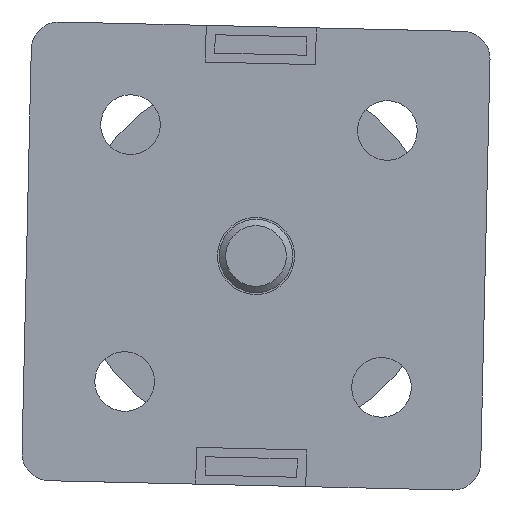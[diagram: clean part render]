
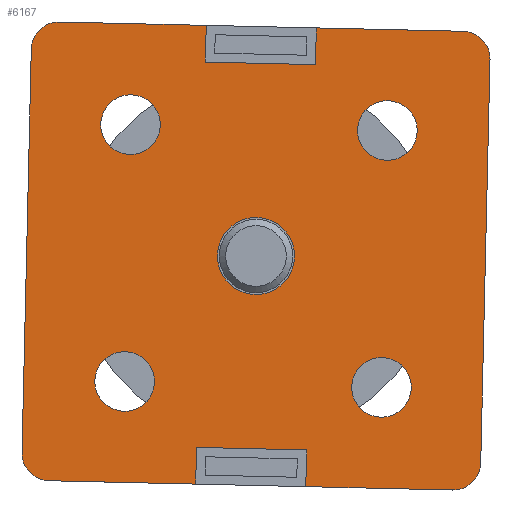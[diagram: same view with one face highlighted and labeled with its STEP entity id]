
A CAD part, front view. The second image highlights one B-rep face of the part: STEP entity #6167.
In plain terms, the highlighted face is planar.
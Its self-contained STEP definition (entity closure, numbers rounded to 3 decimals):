
#367=FACE_BOUND('',#1046,.T.);
#368=FACE_BOUND('',#1047,.T.);
#369=FACE_BOUND('',#1048,.T.);
#370=FACE_BOUND('',#1049,.T.);
#371=FACE_BOUND('',#1050,.T.);
#396=PLANE('',#6664);
#691=FACE_OUTER_BOUND('',#1045,.T.);
#1045=EDGE_LOOP('',(#4393,#4394,#4395,#4396,#4397,#4398,#4399,#4400,#4401,
#4402,#4403,#4404,#4405,#4406,#4407,#4408));
#1046=EDGE_LOOP('',(#4409,#4410));
#1047=EDGE_LOOP('',(#4411,#4412));
#1048=EDGE_LOOP('',(#4413,#4414));
#1049=EDGE_LOOP('',(#4415,#4416));
#1050=EDGE_LOOP('',(#4417,#4418));
#1449=LINE('',#9267,#1910);
#1450=LINE('',#9269,#1911);
#1451=LINE('',#9271,#1912);
#1452=LINE('',#9273,#1913);
#1453=LINE('',#9275,#1914);
#1454=LINE('',#9279,#1915);
#1455=LINE('',#9283,#1916);
#1456=LINE('',#9285,#1917);
#1457=LINE('',#9287,#1918);
#1458=LINE('',#9289,#1919);
#1459=LINE('',#9291,#1920);
#1460=LINE('',#9295,#1921);
#1910=VECTOR('',#7424,1000.);
#1911=VECTOR('',#7425,1000.);
#1912=VECTOR('',#7426,1000.);
#1913=VECTOR('',#7427,1000.);
#1914=VECTOR('',#7428,1000.);
#1915=VECTOR('',#7431,1000.);
#1916=VECTOR('',#7434,1000.);
#1917=VECTOR('',#7435,1000.);
#1918=VECTOR('',#7436,1000.);
#1919=VECTOR('',#7437,1000.);
#1920=VECTOR('',#7438,1000.);
#1921=VECTOR('',#7441,1000.);
#2333=CIRCLE('',#6616,3.25);
#2334=CIRCLE('',#6617,3.25);
#2335=CIRCLE('',#6619,3.25);
#2336=CIRCLE('',#6620,3.25);
#2337=CIRCLE('',#6622,3.25);
#2338=CIRCLE('',#6623,3.25);
#2339=CIRCLE('',#6625,3.25);
#2340=CIRCLE('',#6626,3.25);
#2342=CIRCLE('',#6629,4.2);
#2343=CIRCLE('',#6630,4.2);
#2366=CIRCLE('',#6665,3.);
#2367=CIRCLE('',#6666,3.);
#2368=CIRCLE('',#6667,3.);
#2369=CIRCLE('',#6668,3.);
#2607=VERTEX_POINT('',#9069);
#2608=VERTEX_POINT('',#9071);
#2609=VERTEX_POINT('',#9075);
#2610=VERTEX_POINT('',#9077);
#2611=VERTEX_POINT('',#9081);
#2612=VERTEX_POINT('',#9083);
#2613=VERTEX_POINT('',#9087);
#2614=VERTEX_POINT('',#9089);
#2617=VERTEX_POINT('',#9096);
#2618=VERTEX_POINT('',#9098);
#2667=VERTEX_POINT('',#9265);
#2668=VERTEX_POINT('',#9266);
#2669=VERTEX_POINT('',#9268);
#2670=VERTEX_POINT('',#9270);
#2671=VERTEX_POINT('',#9272);
#2672=VERTEX_POINT('',#9274);
#2673=VERTEX_POINT('',#9276);
#2674=VERTEX_POINT('',#9278);
#2675=VERTEX_POINT('',#9280);
#2676=VERTEX_POINT('',#9282);
#2677=VERTEX_POINT('',#9284);
#2678=VERTEX_POINT('',#9286);
#2679=VERTEX_POINT('',#9288);
#2680=VERTEX_POINT('',#9290);
#2681=VERTEX_POINT('',#9292);
#2682=VERTEX_POINT('',#9294);
#3265=EDGE_CURVE('',#2607,#2608,#2333,.T.);
#3266=EDGE_CURVE('',#2608,#2607,#2334,.T.);
#3268=EDGE_CURVE('',#2609,#2610,#2335,.T.);
#3269=EDGE_CURVE('',#2610,#2609,#2336,.T.);
#3271=EDGE_CURVE('',#2611,#2612,#2337,.T.);
#3272=EDGE_CURVE('',#2612,#2611,#2338,.T.);
#3274=EDGE_CURVE('',#2613,#2614,#2339,.T.);
#3275=EDGE_CURVE('',#2614,#2613,#2340,.T.);
#3278=EDGE_CURVE('',#2618,#2617,#2342,.T.);
#3279=EDGE_CURVE('',#2617,#2618,#2343,.T.);
#3344=EDGE_CURVE('',#2667,#2668,#1449,.T.);
#3345=EDGE_CURVE('',#2667,#2669,#1450,.T.);
#3346=EDGE_CURVE('',#2669,#2670,#1451,.T.);
#3347=EDGE_CURVE('',#2670,#2671,#1452,.T.);
#3348=EDGE_CURVE('',#2672,#2671,#1453,.T.);
#3349=EDGE_CURVE('',#2672,#2673,#2366,.T.);
#3350=EDGE_CURVE('',#2674,#2673,#1454,.T.);
#3351=EDGE_CURVE('',#2674,#2675,#2367,.T.);
#3352=EDGE_CURVE('',#2676,#2675,#1455,.T.);
#3353=EDGE_CURVE('',#2677,#2676,#1456,.T.);
#3354=EDGE_CURVE('',#2678,#2677,#1457,.T.);
#3355=EDGE_CURVE('',#2679,#2678,#1458,.T.);
#3356=EDGE_CURVE('',#2680,#2679,#1459,.T.);
#3357=EDGE_CURVE('',#2680,#2681,#2368,.T.);
#3358=EDGE_CURVE('',#2682,#2681,#1460,.T.);
#3359=EDGE_CURVE('',#2682,#2668,#2369,.T.);
#4393=ORIENTED_EDGE('',*,*,#3344,.F.);
#4394=ORIENTED_EDGE('',*,*,#3345,.T.);
#4395=ORIENTED_EDGE('',*,*,#3346,.T.);
#4396=ORIENTED_EDGE('',*,*,#3347,.T.);
#4397=ORIENTED_EDGE('',*,*,#3348,.F.);
#4398=ORIENTED_EDGE('',*,*,#3349,.T.);
#4399=ORIENTED_EDGE('',*,*,#3350,.F.);
#4400=ORIENTED_EDGE('',*,*,#3351,.T.);
#4401=ORIENTED_EDGE('',*,*,#3352,.F.);
#4402=ORIENTED_EDGE('',*,*,#3353,.F.);
#4403=ORIENTED_EDGE('',*,*,#3354,.F.);
#4404=ORIENTED_EDGE('',*,*,#3355,.F.);
#4405=ORIENTED_EDGE('',*,*,#3356,.F.);
#4406=ORIENTED_EDGE('',*,*,#3357,.T.);
#4407=ORIENTED_EDGE('',*,*,#3358,.F.);
#4408=ORIENTED_EDGE('',*,*,#3359,.T.);
#4409=ORIENTED_EDGE('',*,*,#3278,.T.);
#4410=ORIENTED_EDGE('',*,*,#3279,.T.);
#4411=ORIENTED_EDGE('',*,*,#3275,.F.);
#4412=ORIENTED_EDGE('',*,*,#3274,.F.);
#4413=ORIENTED_EDGE('',*,*,#3272,.F.);
#4414=ORIENTED_EDGE('',*,*,#3271,.F.);
#4415=ORIENTED_EDGE('',*,*,#3269,.F.);
#4416=ORIENTED_EDGE('',*,*,#3268,.F.);
#4417=ORIENTED_EDGE('',*,*,#3266,.F.);
#4418=ORIENTED_EDGE('',*,*,#3265,.F.);
#6167=ADVANCED_FACE('',(#691,#367,#368,#369,#370,#371),#396,.T.);
#6616=AXIS2_PLACEMENT_3D('',#9072,#7294,#7295);
#6617=AXIS2_PLACEMENT_3D('',#9073,#7296,#7297);
#6619=AXIS2_PLACEMENT_3D('',#9078,#7301,#7302);
#6620=AXIS2_PLACEMENT_3D('',#9079,#7303,#7304);
#6622=AXIS2_PLACEMENT_3D('',#9084,#7308,#7309);
#6623=AXIS2_PLACEMENT_3D('',#9085,#7310,#7311);
#6625=AXIS2_PLACEMENT_3D('',#9090,#7315,#7316);
#6626=AXIS2_PLACEMENT_3D('',#9091,#7317,#7318);
#6629=AXIS2_PLACEMENT_3D('',#9099,#7324,#7325);
#6630=AXIS2_PLACEMENT_3D('',#9100,#7326,#7327);
#6664=AXIS2_PLACEMENT_3D('',#9264,#7422,#7423);
#6665=AXIS2_PLACEMENT_3D('',#9277,#7429,#7430);
#6666=AXIS2_PLACEMENT_3D('',#9281,#7432,#7433);
#6667=AXIS2_PLACEMENT_3D('',#9293,#7439,#7440);
#6668=AXIS2_PLACEMENT_3D('',#9296,#7442,#7443);
#7294=DIRECTION('center_axis',(0.,0.,-1.));
#7295=DIRECTION('ref_axis',(-1.,0.,0.));
#7296=DIRECTION('center_axis',(0.,0.,-1.));
#7297=DIRECTION('ref_axis',(-1.,0.,0.));
#7301=DIRECTION('center_axis',(0.,0.,-1.));
#7302=DIRECTION('ref_axis',(-1.,0.,0.));
#7303=DIRECTION('center_axis',(0.,0.,-1.));
#7304=DIRECTION('ref_axis',(-1.,0.,0.));
#7308=DIRECTION('center_axis',(0.,0.,-1.));
#7309=DIRECTION('ref_axis',(-1.,0.,0.));
#7310=DIRECTION('center_axis',(0.,0.,-1.));
#7311=DIRECTION('ref_axis',(-1.,0.,0.));
#7315=DIRECTION('center_axis',(0.,0.,-1.));
#7316=DIRECTION('ref_axis',(-1.,0.,0.));
#7317=DIRECTION('center_axis',(0.,0.,-1.));
#7318=DIRECTION('ref_axis',(-1.,0.,0.));
#7324=DIRECTION('center_axis',(0.,0.,1.));
#7325=DIRECTION('ref_axis',(1.,0.,0.));
#7326=DIRECTION('center_axis',(0.,0.,1.));
#7327=DIRECTION('ref_axis',(1.,0.,0.));
#7422=DIRECTION('center_axis',(0.,0.,-1.));
#7423=DIRECTION('ref_axis',(-1.,0.,0.));
#7424=DIRECTION('',(1.,0.,0.));
#7425=DIRECTION('',(0.,1.,0.));
#7426=DIRECTION('',(-1.,0.,0.));
#7427=DIRECTION('',(0.,-1.,0.));
#7428=DIRECTION('',(1.,0.,0.));
#7429=DIRECTION('center_axis',(0.,0.,-1.));
#7430=DIRECTION('ref_axis',(-1.,0.,0.));
#7431=DIRECTION('',(0.,-1.,0.));
#7432=DIRECTION('center_axis',(0.,0.,-1.));
#7433=DIRECTION('ref_axis',(-1.,0.,0.));
#7434=DIRECTION('',(-1.,0.,0.));
#7435=DIRECTION('',(0.,1.,0.));
#7436=DIRECTION('',(-1.,0.,0.));
#7437=DIRECTION('',(0.,-1.,0.));
#7438=DIRECTION('',(-1.,0.,0.));
#7439=DIRECTION('center_axis',(0.,0.,-1.));
#7440=DIRECTION('ref_axis',(-1.,0.,0.));
#7441=DIRECTION('',(0.,1.,0.));
#7442=DIRECTION('center_axis',(0.,0.,-1.));
#7443=DIRECTION('ref_axis',(-1.,0.,0.));
#9069=CARTESIAN_POINT('',(17.25,-14.,0.));
#9071=CARTESIAN_POINT('',(10.75,-14.,0.));
#9072=CARTESIAN_POINT('Origin',(14.,-14.,0.));
#9073=CARTESIAN_POINT('Origin',(14.,-14.,0.));
#9075=CARTESIAN_POINT('',(-10.75,-14.,0.));
#9077=CARTESIAN_POINT('',(-17.25,-14.,0.));
#9078=CARTESIAN_POINT('Origin',(-14.,-14.,0.));
#9079=CARTESIAN_POINT('Origin',(-14.,-14.,0.));
#9081=CARTESIAN_POINT('',(-10.75,14.,0.));
#9083=CARTESIAN_POINT('',(-17.25,14.,0.));
#9084=CARTESIAN_POINT('Origin',(-14.,14.,0.));
#9085=CARTESIAN_POINT('Origin',(-14.,14.,0.));
#9087=CARTESIAN_POINT('',(17.25,14.,0.));
#9089=CARTESIAN_POINT('',(10.75,14.,0.));
#9090=CARTESIAN_POINT('Origin',(14.,14.,0.));
#9091=CARTESIAN_POINT('Origin',(14.,14.,0.));
#9096=CARTESIAN_POINT('',(4.2,0.,0.));
#9098=CARTESIAN_POINT('',(-4.2,0.,0.));
#9099=CARTESIAN_POINT('Origin',(0.,0.,0.));
#9100=CARTESIAN_POINT('Origin',(0.,0.,0.));
#9264=CARTESIAN_POINT('Origin',(-25.,25.,0.));
#9265=CARTESIAN_POINT('',(6.,-25.,0.));
#9266=CARTESIAN_POINT('',(22.,-25.,0.));
#9267=CARTESIAN_POINT('',(-25.,-25.,0.));
#9268=CARTESIAN_POINT('',(6.,-21.,0.));
#9269=CARTESIAN_POINT('',(6.,-25.,0.));
#9270=CARTESIAN_POINT('',(-6.,-21.,0.));
#9271=CARTESIAN_POINT('',(6.,-21.,0.));
#9272=CARTESIAN_POINT('',(-6.,-25.,0.));
#9273=CARTESIAN_POINT('',(-6.,-25.,0.));
#9274=CARTESIAN_POINT('',(-22.,-25.,0.));
#9275=CARTESIAN_POINT('',(-25.,-25.,0.));
#9276=CARTESIAN_POINT('',(-25.,-22.,0.));
#9277=CARTESIAN_POINT('Origin',(-22.,-22.,0.));
#9278=CARTESIAN_POINT('',(-25.,22.,0.));
#9279=CARTESIAN_POINT('',(-25.,-25.,0.));
#9280=CARTESIAN_POINT('',(-22.,25.,0.));
#9281=CARTESIAN_POINT('Origin',(-22.,22.,0.));
#9282=CARTESIAN_POINT('',(-6.,25.,0.));
#9283=CARTESIAN_POINT('',(-25.,25.,0.));
#9284=CARTESIAN_POINT('',(-6.,21.,0.));
#9285=CARTESIAN_POINT('',(-6.,25.,0.));
#9286=CARTESIAN_POINT('',(6.,21.,0.));
#9287=CARTESIAN_POINT('',(6.,21.,0.));
#9288=CARTESIAN_POINT('',(6.,25.,0.));
#9289=CARTESIAN_POINT('',(6.,25.,0.));
#9290=CARTESIAN_POINT('',(22.,25.,0.));
#9291=CARTESIAN_POINT('',(-25.,25.,0.));
#9292=CARTESIAN_POINT('',(25.,22.,0.));
#9293=CARTESIAN_POINT('Origin',(22.,22.,0.));
#9294=CARTESIAN_POINT('',(25.,-22.,0.));
#9295=CARTESIAN_POINT('',(25.,-25.,0.));
#9296=CARTESIAN_POINT('Origin',(22.,-22.,0.));
